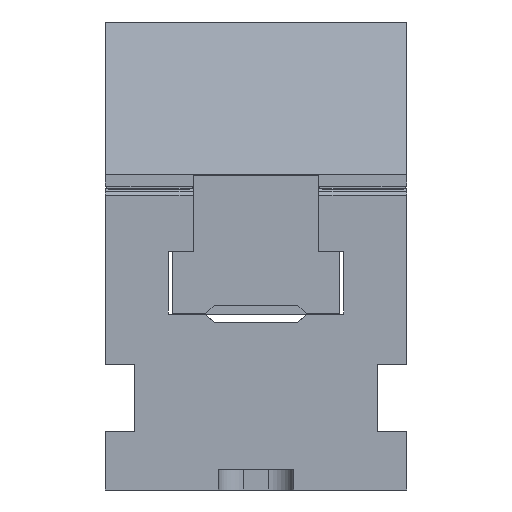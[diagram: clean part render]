
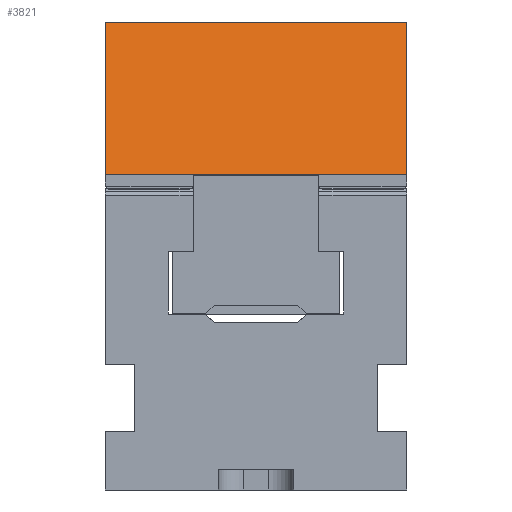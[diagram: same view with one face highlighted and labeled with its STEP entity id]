
A CAD part, front view. The second image highlights one B-rep face of the part: STEP entity #3821.
In plain terms, the highlighted face is planar.
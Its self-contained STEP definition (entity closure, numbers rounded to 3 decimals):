
#3821 = ADVANCED_FACE( '', ( #10150 ), #10151, .T. );
#10150 = FACE_OUTER_BOUND( '', #19290, .T. );
#10151 = PLANE( '', #19291 );
#19290 = EDGE_LOOP( '', ( #30813, #30814, #30815, #30816 ) );
#19291 = AXIS2_PLACEMENT_3D( '', #30817, #30818, #30819 );
#30813 = ORIENTED_EDGE( '', *, *, #58353, .F. );
#30814 = ORIENTED_EDGE( '', *, *, #58354, .F. );
#30815 = ORIENTED_EDGE( '', *, *, #58355, .T. );
#30816 = ORIENTED_EDGE( '', *, *, #58356, .T. );
#30817 = CARTESIAN_POINT( '', ( 36., 27.25, 40. ) );
#30818 = DIRECTION( '', ( 0., 0.966, 0.259 ) );
#30819 = DIRECTION( '', ( 0., -0.259, 0.966 ) );
#58353 = EDGE_CURVE( '', #71661, #71662, #71663, .T. );
#58354 = EDGE_CURVE( '', #71664, #71661, #71665, .T. );
#58355 = EDGE_CURVE( '', #71664, #71666, #71667, .T. );
#58356 = EDGE_CURVE( '', #71666, #71662, #71668, .T. );
#71661 = VERTEX_POINT( '', #90672 );
#71662 = VERTEX_POINT( '', #90673 );
#71663 = LINE( '', #90674, #90675 );
#71664 = VERTEX_POINT( '', #90676 );
#71665 = LINE( '', #90677, #90678 );
#71666 = VERTEX_POINT( '', #90679 );
#71667 = LINE( '', #90680, #90681 );
#71668 = LINE( '', #90682, #90683 );
#90672 = CARTESIAN_POINT( '', ( -36., 27.25, 40. ) );
#90673 = CARTESIAN_POINT( '', ( -36., 37., 3.613 ) );
#90674 = CARTESIAN_POINT( '', ( -36., 27.25, 40. ) );
#90675 = VECTOR( '', #111614, 1000. );
#90676 = CARTESIAN_POINT( '', ( 36., 27.25, 40. ) );
#90677 = CARTESIAN_POINT( '', ( 36., 27.25, 40. ) );
#90678 = VECTOR( '', #111615, 1000. );
#90679 = CARTESIAN_POINT( '', ( 36., 37., 3.613 ) );
#90680 = CARTESIAN_POINT( '', ( 36., 27.25, 40. ) );
#90681 = VECTOR( '', #111616, 1000. );
#90682 = CARTESIAN_POINT( '', ( 36., 37., 3.613 ) );
#90683 = VECTOR( '', #111617, 1000. );
#111614 = DIRECTION( '', ( 0., 0.259, -0.966 ) );
#111615 = DIRECTION( '', ( -1., 0., 0. ) );
#111616 = DIRECTION( '', ( 0., 0.259, -0.966 ) );
#111617 = DIRECTION( '', ( -1., 0., 0. ) );
